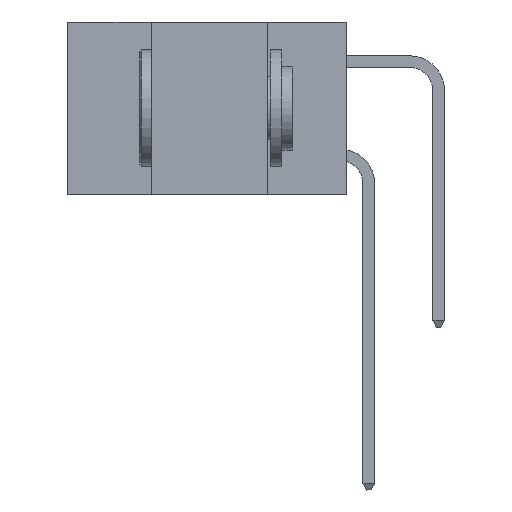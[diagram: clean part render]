
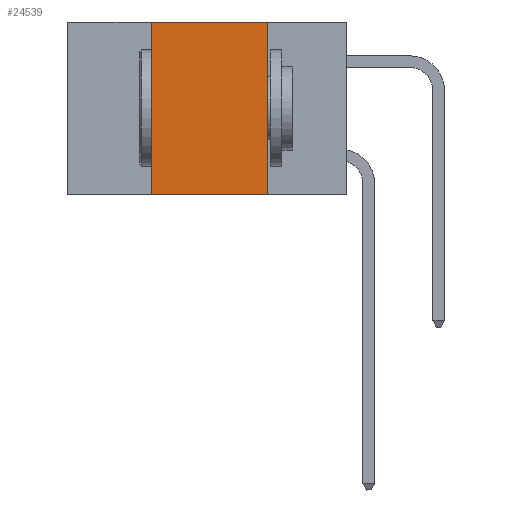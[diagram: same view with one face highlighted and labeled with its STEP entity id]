
A CAD part, left-side view. The second image highlights one B-rep face of the part: STEP entity #24539.
In plain terms, the highlighted planar face has unit normal (-1, 0, 0).
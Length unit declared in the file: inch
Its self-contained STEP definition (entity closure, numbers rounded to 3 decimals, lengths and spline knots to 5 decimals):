
#473 = CARTESIAN_POINT ( 'NONE',  ( 0., 0.6, 0. ) ) ;
#854 = EDGE_CURVE ( 'NONE', #8302, #25340, #20911, .T. ) ;
#943 = EDGE_CURVE ( 'NONE', #15817, #8302, #15896, .T. ) ;
#1572 = CARTESIAN_POINT ( 'NONE',  ( 0., 0.17, 0. ) ) ;
#4003 = VECTOR ( 'NONE', #25061, 39.37008 ) ;
#5384 = DIRECTION ( 'NONE',  ( 0., 0., -1. ) ) ;
#7413 = FACE_OUTER_BOUND ( 'NONE', #26644, .T. ) ;
#7725 = EDGE_CURVE ( 'NONE', #15817, #20259, #22253, .T. ) ;
#8302 = VERTEX_POINT ( 'NONE', #9530 ) ;
#8639 = CARTESIAN_POINT ( 'NONE',  ( 0., 0.6, 0. ) ) ;
#9530 = CARTESIAN_POINT ( 'NONE',  ( 0., 0.42, 0. ) ) ;
#9971 = CARTESIAN_POINT ( 'NONE',  ( 0., 0.42, -0.37 ) ) ;
#15817 = VERTEX_POINT ( 'NONE', #9971 ) ;
#15896 = LINE ( 'NONE', #22965, #4003 ) ;
#16586 = VECTOR ( 'NONE', #5384, 39.37008 ) ;
#16673 = DIRECTION ( 'NONE',  ( 0., 0., -1. ) ) ;
#16797 = CARTESIAN_POINT ( 'NONE',  ( 0., 0.6, -0.37 ) ) ;
#18376 = ORIENTED_EDGE ( 'NONE', *, *, #854, .F. ) ;
#18656 = ORIENTED_EDGE ( 'NONE', *, *, #7725, .T. ) ;
#18719 = CARTESIAN_POINT ( 'NONE',  ( 0., 0.17, -0.37 ) ) ;
#19344 = CARTESIAN_POINT ( 'NONE',  ( 0., 0.17, 0. ) ) ;
#20259 = VERTEX_POINT ( 'NONE', #18719 ) ;
#20911 = LINE ( 'NONE', #8639, #24818 ) ;
#21303 = DIRECTION ( 'NONE',  ( 0., -1., 0. ) ) ;
#21912 = VECTOR ( 'NONE', #21303, 39.37008 ) ;
#22253 = LINE ( 'NONE', #16797, #21912 ) ;
#22965 = CARTESIAN_POINT ( 'NONE',  ( 0., 0.42, 0. ) ) ;
#22981 = LINE ( 'NONE', #19344, #16586 ) ;
#23138 = PLANE ( 'NONE',  #29658 ) ;
#23857 = ORIENTED_EDGE ( 'NONE', *, *, #943, .F. ) ;
#24297 = ORIENTED_EDGE ( 'NONE', *, *, #28041, .F. ) ;
#24539 = ADVANCED_FACE ( 'NONE', ( #7413 ), #23138, .F. ) ;
#24818 = VECTOR ( 'NONE', #26992, 39.37008 ) ;
#25061 = DIRECTION ( 'NONE',  ( 0., 0., 1. ) ) ;
#25340 = VERTEX_POINT ( 'NONE', #1572 ) ;
#25451 = DIRECTION ( 'NONE',  ( 1., 0., 0. ) ) ;
#26644 = EDGE_LOOP ( 'NONE', ( #24297, #18376, #23857, #18656 ) ) ;
#26992 = DIRECTION ( 'NONE',  ( 0., -1., 0. ) ) ;
#28041 = EDGE_CURVE ( 'NONE', #25340, #20259, #22981, .T. ) ;
#29658 = AXIS2_PLACEMENT_3D ( 'NONE', #473, #25451, #16673 ) ;
